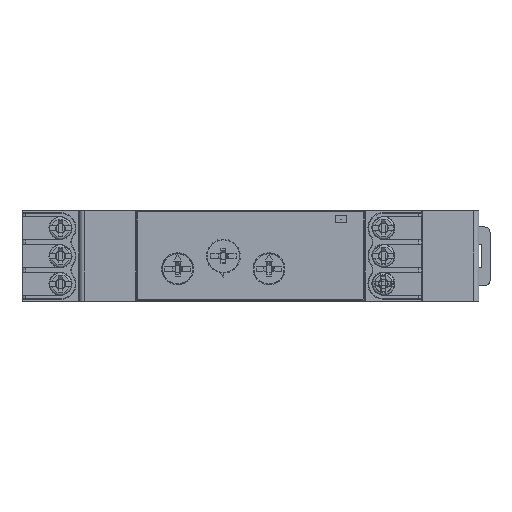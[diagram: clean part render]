
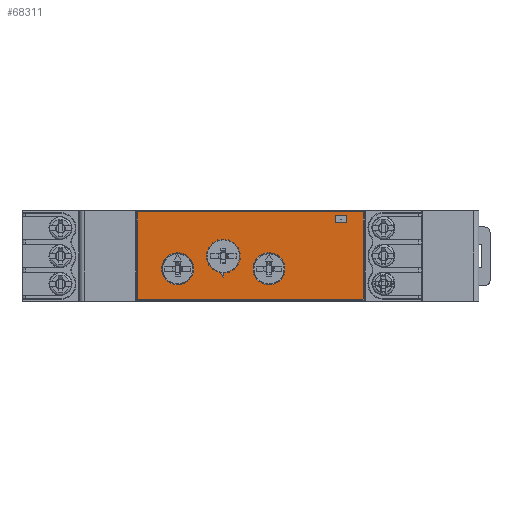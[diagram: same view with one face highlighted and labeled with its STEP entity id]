
A CAD part, top view. The second image highlights one B-rep face of the part: STEP entity #68311.
In plain terms, the highlighted planar face has unit normal (0, 0, 1).
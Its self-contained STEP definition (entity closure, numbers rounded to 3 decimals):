
#2187=B_SPLINE_CURVE_WITH_KNOTS('',3,(#131729,#131730,#131731,#131732),
 .UNSPECIFIED.,.F.,.F.,(4,4),(0.,1.),.UNSPECIFIED.);
#2188=B_SPLINE_CURVE_WITH_KNOTS('',3,(#131753,#131754,#131755,#131756),
 .UNSPECIFIED.,.F.,.F.,(4,4),(0.,1.),.UNSPECIFIED.);
#2189=B_SPLINE_CURVE_WITH_KNOTS('',3,(#131757,#131758,#131759,#131760),
 .UNSPECIFIED.,.F.,.F.,(4,4),(0.,1.),.UNSPECIFIED.);
#2190=B_SPLINE_CURVE_WITH_KNOTS('',3,(#131761,#131762,#131763,#131764),
 .UNSPECIFIED.,.F.,.F.,(4,4),(0.,1.),.UNSPECIFIED.);
#2191=B_SPLINE_CURVE_WITH_KNOTS('',3,(#131765,#131766,#131767,#131768),
 .UNSPECIFIED.,.F.,.F.,(4,4),(0.,1.),.UNSPECIFIED.);
#4308=PLANE('',#75501);
#6151=CIRCLE('',#75502,3.15);
#6152=CIRCLE('',#75503,3.15);
#6153=CIRCLE('',#75504,3.06);
#6154=CIRCLE('',#75505,2.7);
#6155=CIRCLE('',#75506,3.06);
#6156=CIRCLE('',#75507,2.7);
#12213=LINE('',#131635,#18528);
#12214=LINE('',#131643,#18529);
#12217=LINE('',#131665,#18532);
#12219=LINE('',#131680,#18534);
#12228=LINE('',#131722,#18543);
#12229=LINE('',#131725,#18544);
#12230=LINE('',#131727,#18545);
#12231=LINE('',#131740,#18546);
#12232=LINE('',#131744,#18547);
#12233=LINE('',#131748,#18548);
#12234=LINE('',#131752,#18549);
#18528=VECTOR('',#92854,1000.);
#18529=VECTOR('',#92857,1000.);
#18532=VECTOR('',#92862,1000.);
#18534=VECTOR('',#92866,1000.);
#18543=VECTOR('',#92893,1000.);
#18544=VECTOR('',#92894,1000.);
#18545=VECTOR('',#92895,1000.);
#18546=VECTOR('',#92902,1000.);
#18547=VECTOR('',#92905,1000.);
#18548=VECTOR('',#92908,1000.);
#18549=VECTOR('',#92911,1000.);
#37789=ORIENTED_EDGE('',*,*,#48154,.T.);
#37790=ORIENTED_EDGE('',*,*,#48155,.T.);
#37791=ORIENTED_EDGE('',*,*,#48156,.T.);
#37792=ORIENTED_EDGE('',*,*,#48157,.F.);
#37793=ORIENTED_EDGE('',*,*,#48158,.F.);
#37794=ORIENTED_EDGE('',*,*,#48159,.F.);
#37795=ORIENTED_EDGE('',*,*,#48160,.F.);
#37796=ORIENTED_EDGE('',*,*,#48161,.F.);
#37797=ORIENTED_EDGE('',*,*,#48162,.F.);
#37798=ORIENTED_EDGE('',*,*,#48163,.T.);
#37799=ORIENTED_EDGE('',*,*,#48164,.F.);
#37800=ORIENTED_EDGE('',*,*,#48165,.F.);
#37801=ORIENTED_EDGE('',*,*,#48166,.F.);
#37802=ORIENTED_EDGE('',*,*,#48167,.T.);
#37803=ORIENTED_EDGE('',*,*,#48133,.F.);
#37804=ORIENTED_EDGE('',*,*,#48168,.T.);
#37805=ORIENTED_EDGE('',*,*,#48125,.T.);
#37806=ORIENTED_EDGE('',*,*,#48169,.T.);
#37807=ORIENTED_EDGE('',*,*,#48127,.T.);
#37808=ORIENTED_EDGE('',*,*,#48170,.T.);
#37809=ORIENTED_EDGE('',*,*,#48137,.F.);
#37810=ORIENTED_EDGE('',*,*,#48171,.T.);
#48125=EDGE_CURVE('',#54626,#54629,#12213,.T.);
#48127=EDGE_CURVE('',#54632,#54630,#12214,.T.);
#48133=EDGE_CURVE('',#54637,#54634,#12217,.T.);
#48137=EDGE_CURVE('',#54641,#54638,#12219,.T.);
#48154=EDGE_CURVE('',#54650,#54651,#12228,.T.);
#48155=EDGE_CURVE('',#54651,#54652,#12229,.T.);
#48156=EDGE_CURVE('',#54652,#54653,#12230,.T.);
#48157=EDGE_CURVE('',#54650,#54653,#2187,.F.);
#48158=EDGE_CURVE('',#54654,#54654,#6151,.T.);
#48159=EDGE_CURVE('',#54655,#54655,#6152,.T.);
#48160=EDGE_CURVE('',#54656,#54657,#6153,.T.);
#48161=EDGE_CURVE('',#54658,#54656,#12231,.T.);
#48162=EDGE_CURVE('',#54659,#54658,#6154,.T.);
#48163=EDGE_CURVE('',#54659,#54660,#12232,.T.);
#48164=EDGE_CURVE('',#54661,#54660,#6155,.T.);
#48165=EDGE_CURVE('',#54662,#54661,#12233,.T.);
#48166=EDGE_CURVE('',#54663,#54662,#6156,.T.);
#48167=EDGE_CURVE('',#54663,#54657,#12234,.T.);
#48168=EDGE_CURVE('',#54637,#54626,#2188,.T.);
#48169=EDGE_CURVE('',#54629,#54632,#2189,.T.);
#48170=EDGE_CURVE('',#54630,#54638,#2190,.T.);
#48171=EDGE_CURVE('',#54641,#54634,#2191,.T.);
#54626=VERTEX_POINT('',#131626);
#54629=VERTEX_POINT('',#131634);
#54630=VERTEX_POINT('',#131641);
#54632=VERTEX_POINT('',#131644);
#54634=VERTEX_POINT('',#131656);
#54637=VERTEX_POINT('',#131664);
#54638=VERTEX_POINT('',#131671);
#54641=VERTEX_POINT('',#131679);
#54650=VERTEX_POINT('',#131723);
#54651=VERTEX_POINT('',#131724);
#54652=VERTEX_POINT('',#131726);
#54653=VERTEX_POINT('',#131728);
#54654=VERTEX_POINT('',#131734);
#54655=VERTEX_POINT('',#131736);
#54656=VERTEX_POINT('',#131738);
#54657=VERTEX_POINT('',#131739);
#54658=VERTEX_POINT('',#131741);
#54659=VERTEX_POINT('',#131743);
#54660=VERTEX_POINT('',#131745);
#54661=VERTEX_POINT('',#131747);
#54662=VERTEX_POINT('',#131749);
#54663=VERTEX_POINT('',#131751);
#59173=EDGE_LOOP('',(#37789,#37790,#37791,#37792));
#59174=EDGE_LOOP('',(#37793));
#59175=EDGE_LOOP('',(#37794));
#59176=EDGE_LOOP('',(#37795,#37796,#37797,#37798,#37799,#37800,#37801,#37802));
#59177=EDGE_LOOP('',(#37803,#37804,#37805,#37806,#37807,#37808,#37809,#37810));
#63388=FACE_BOUND('',#59173,.T.);
#63389=FACE_BOUND('',#59174,.T.);
#63390=FACE_BOUND('',#59175,.T.);
#63391=FACE_BOUND('',#59176,.T.);
#63392=FACE_BOUND('',#59177,.T.);
#68311=ADVANCED_FACE('',(#63388,#63389,#63390,#63391,#63392),#4308,.T.);
#75501=AXIS2_PLACEMENT_3D('',#131721,#92891,#92892);
#75502=AXIS2_PLACEMENT_3D('',#131733,#92896,#92897);
#75503=AXIS2_PLACEMENT_3D('',#131735,#92898,#92899);
#75504=AXIS2_PLACEMENT_3D('',#131737,#92900,#92901);
#75505=AXIS2_PLACEMENT_3D('',#131742,#92903,#92904);
#75506=AXIS2_PLACEMENT_3D('',#131746,#92906,#92907);
#75507=AXIS2_PLACEMENT_3D('',#131750,#92909,#92910);
#92854=DIRECTION('',(0.,1.,0.));
#92857=DIRECTION('',(-1.,0.,0.));
#92862=DIRECTION('',(-1.,0.,0.));
#92866=DIRECTION('',(0.,1.,0.));
#92891=DIRECTION('',(0.,0.,1.));
#92892=DIRECTION('',(1.,0.,0.));
#92893=DIRECTION('',(0.,1.,0.));
#92894=DIRECTION('',(1.,0.,0.));
#92895=DIRECTION('',(0.,-1.,0.));
#92896=DIRECTION('',(0.,0.,1.));
#92897=DIRECTION('',(1.,0.,0.));
#92898=DIRECTION('',(0.,0.,1.));
#92899=DIRECTION('',(1.,0.,0.));
#92900=DIRECTION('',(0.,0.,1.));
#92901=DIRECTION('',(1.,0.,0.));
#92902=DIRECTION('',(0.819,-0.574,0.));
#92903=DIRECTION('',(0.,0.,1.));
#92904=DIRECTION('',(1.,0.,0.));
#92905=DIRECTION('',(0.,-1.,0.));
#92906=DIRECTION('',(0.,0.,1.));
#92907=DIRECTION('',(1.,0.,0.));
#92908=DIRECTION('',(0.,-1.,0.));
#92909=DIRECTION('',(0.,0.,1.));
#92910=DIRECTION('',(1.,0.,0.));
#92911=DIRECTION('',(-0.819,-0.574,0.));
#131626=CARTESIAN_POINT('',(20.555,1.731,42.527));
#131634=CARTESIAN_POINT('',(20.555,18.569,42.527));
#131635=CARTESIAN_POINT('',(20.555,19.1,42.527));
#131641=CARTESIAN_POINT('',(-23.634,18.819,42.527));
#131643=CARTESIAN_POINT('',(22.523,18.819,42.527));
#131644=CARTESIAN_POINT('',(20.305,18.819,42.527));
#131656=CARTESIAN_POINT('',(-23.634,1.481,42.527));
#131664=CARTESIAN_POINT('',(20.305,1.481,42.527));
#131665=CARTESIAN_POINT('',(22.523,1.481,42.527));
#131671=CARTESIAN_POINT('',(-23.884,18.569,42.527));
#131679=CARTESIAN_POINT('',(-23.884,1.731,42.527));
#131680=CARTESIAN_POINT('',(-23.884,-0.07,42.527));
#131721=CARTESIAN_POINT('',(22.523,-0.07,42.527));
#131722=CARTESIAN_POINT('',(15.131,-0.07,42.527));
#131723=CARTESIAN_POINT('',(15.131,16.608,42.527));
#131724=CARTESIAN_POINT('',(15.131,18.099,42.527));
#131725=CARTESIAN_POINT('',(22.523,18.099,42.527));
#131726=CARTESIAN_POINT('',(17.234,18.099,42.527));
#131727=CARTESIAN_POINT('',(17.234,-0.07,42.527));
#131728=CARTESIAN_POINT('',(17.234,16.608,42.527));
#131729=CARTESIAN_POINT('',(17.234,16.608,42.527));
#131730=CARTESIAN_POINT('',(16.533,16.608,42.527));
#131731=CARTESIAN_POINT('',(15.832,16.608,42.527));
#131732=CARTESIAN_POINT('',(15.131,16.608,42.527));
#131733=CARTESIAN_POINT('',(-16.009,7.562,42.527));
#131734=CARTESIAN_POINT('',(-12.859,7.562,42.527));
#131735=CARTESIAN_POINT('',(1.991,7.562,42.527));
#131736=CARTESIAN_POINT('',(5.141,7.562,42.527));
#131737=CARTESIAN_POINT('',(-7.009,10.062,42.527));
#131738=CARTESIAN_POINT('',(-4.932,7.815,42.527));
#131739=CARTESIAN_POINT('',(-9.086,7.815,42.527));
#131740=CARTESIAN_POINT('',(-5.235,8.027,42.527));
#131741=CARTESIAN_POINT('',(-5.235,8.027,42.527));
#131742=CARTESIAN_POINT('',(-7.009,10.062,42.527));
#131743=CARTESIAN_POINT('',(-6.059,7.535,42.527));
#131744=CARTESIAN_POINT('',(-6.059,7.535,42.527));
#131745=CARTESIAN_POINT('',(-6.059,7.154,42.527));
#131746=CARTESIAN_POINT('',(-7.009,10.062,42.527));
#131747=CARTESIAN_POINT('',(-7.959,7.154,42.527));
#131748=CARTESIAN_POINT('',(-7.959,7.154,42.527));
#131749=CARTESIAN_POINT('',(-7.959,7.535,42.527));
#131750=CARTESIAN_POINT('',(-7.009,10.062,42.527));
#131751=CARTESIAN_POINT('',(-8.783,8.027,42.527));
#131752=CARTESIAN_POINT('',(-8.783,8.027,42.527));
#131753=CARTESIAN_POINT('',(20.305,1.481,42.527));
#131754=CARTESIAN_POINT('',(20.436,1.481,42.527));
#131755=CARTESIAN_POINT('',(20.555,1.597,42.527));
#131756=CARTESIAN_POINT('',(20.555,1.731,42.527));
#131757=CARTESIAN_POINT('',(20.555,18.569,42.527));
#131758=CARTESIAN_POINT('',(20.555,18.701,42.527));
#131759=CARTESIAN_POINT('',(20.438,18.819,42.527));
#131760=CARTESIAN_POINT('',(20.305,18.819,42.527));
#131761=CARTESIAN_POINT('',(-23.634,18.819,42.527));
#131762=CARTESIAN_POINT('',(-23.766,18.819,42.527));
#131763=CARTESIAN_POINT('',(-23.884,18.703,42.527));
#131764=CARTESIAN_POINT('',(-23.884,18.569,42.527));
#131765=CARTESIAN_POINT('',(-23.884,1.731,42.527));
#131766=CARTESIAN_POINT('',(-23.884,1.599,42.527));
#131767=CARTESIAN_POINT('',(-23.768,1.481,42.527));
#131768=CARTESIAN_POINT('',(-23.634,1.481,42.527));
